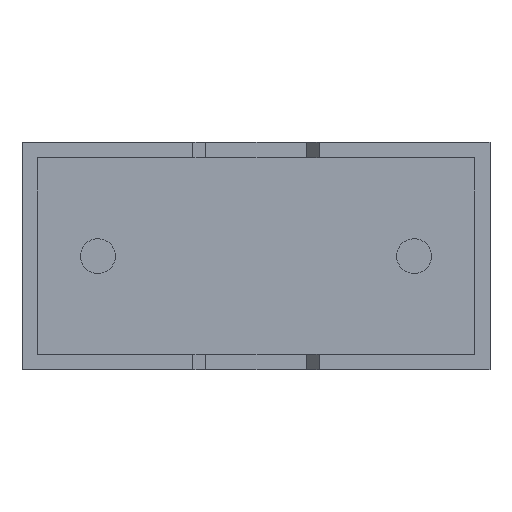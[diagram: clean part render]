
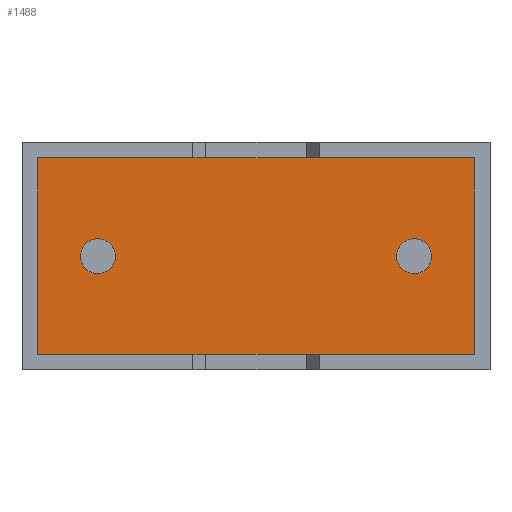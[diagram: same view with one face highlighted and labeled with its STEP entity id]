
A CAD part, front view. The second image highlights one B-rep face of the part: STEP entity #1488.
In plain terms, the highlighted planar face has unit normal (0, -1, 0).
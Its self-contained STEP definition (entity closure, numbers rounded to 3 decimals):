
#23 = CARTESIAN_POINT ( 'NONE',  ( 1.2, 0.75, 1.525 ) ) ;
#144 = DIRECTION ( 'NONE',  ( 0., -1., 0. ) ) ;
#159 = VERTEX_POINT ( 'NONE', #365 ) ;
#217 = VERTEX_POINT ( 'NONE', #3031 ) ;
#251 = LINE ( 'NONE', #580, #976 ) ;
#261 = DIRECTION ( 'NONE',  ( -1., 0., 0. ) ) ;
#281 = AXIS2_PLACEMENT_3D ( 'NONE', #1378, #1626, #1155 ) ;
#296 = CARTESIAN_POINT ( 'NONE',  ( 7.153, 0.75, 3.353 ) ) ;
#307 = EDGE_CURVE ( 'NONE', #159, #217, #1052, .T. ) ;
#365 = CARTESIAN_POINT ( 'NONE',  ( 6.2, 0.75, 2.075 ) ) ;
#441 = EDGE_LOOP ( 'NONE', ( #1410, #2469 ) ) ;
#569 = CARTESIAN_POINT ( 'NONE',  ( 0.247, 0.75, 3.353 ) ) ;
#580 = CARTESIAN_POINT ( 'NONE',  ( 0.247, 0.75, 3.353 ) ) ;
#590 = DIRECTION ( 'NONE',  ( 0., 0., -1. ) ) ;
#598 = VECTOR ( 'NONE', #2228, 1000. ) ;
#604 = DIRECTION ( 'NONE',  ( 0., 0., -1. ) ) ;
#656 = VERTEX_POINT ( 'NONE', #569 ) ;
#733 = VERTEX_POINT ( 'NONE', #1999 ) ;
#743 = EDGE_CURVE ( 'NONE', #656, #733, #251, .T. ) ;
#779 = PLANE ( 'NONE',  #281 ) ;
#788 = AXIS2_PLACEMENT_3D ( 'NONE', #2573, #897, #2806 ) ;
#805 = FACE_BOUND ( 'NONE', #2956, .T. ) ;
#828 = VECTOR ( 'NONE', #261, 1000. ) ;
#864 = EDGE_CURVE ( 'NONE', #733, #2598, #1815, .T. ) ;
#897 = DIRECTION ( 'NONE',  ( 0., -1., 0. ) ) ;
#900 = AXIS2_PLACEMENT_3D ( 'NONE', #2996, #2066, #2748 ) ;
#951 = DIRECTION ( 'NONE',  ( 1., 0., 0. ) ) ;
#967 = AXIS2_PLACEMENT_3D ( 'NONE', #2715, #1537, #590 ) ;
#976 = VECTOR ( 'NONE', #2204, 1000. ) ;
#1032 = VERTEX_POINT ( 'NONE', #296 ) ;
#1033 = CIRCLE ( 'NONE', #967, 0.275 ) ;
#1052 = CIRCLE ( 'NONE', #788, 0.275 ) ;
#1155 = DIRECTION ( 'NONE',  ( 0., 0., -1. ) ) ;
#1229 = EDGE_CURVE ( 'NONE', #1519, #2850, #1033, .T. ) ;
#1378 = CARTESIAN_POINT ( 'NONE',  ( 0., 0.75, 0. ) ) ;
#1410 = ORIENTED_EDGE ( 'NONE', *, *, #307, .F. ) ;
#1452 = CARTESIAN_POINT ( 'NONE',  ( 0.247, 0.75, 0.247 ) ) ;
#1488 = ADVANCED_FACE ( 'NONE', ( #2885, #2702, #805 ), #779, .T. ) ;
#1519 = VERTEX_POINT ( 'NONE', #2535 ) ;
#1537 = DIRECTION ( 'NONE',  ( 0., -1., 0. ) ) ;
#1561 = CARTESIAN_POINT ( 'NONE',  ( 1.2, 0.75, 1.8 ) ) ;
#1626 = DIRECTION ( 'NONE',  ( 0., -1., 0. ) ) ;
#1815 = LINE ( 'NONE', #1452, #3006 ) ;
#1837 = ORIENTED_EDGE ( 'NONE', *, *, #2193, .F. ) ;
#1855 = AXIS2_PLACEMENT_3D ( 'NONE', #1561, #144, #604 ) ;
#1961 = EDGE_CURVE ( 'NONE', #2598, #1032, #2081, .T. ) ;
#1990 = ORIENTED_EDGE ( 'NONE', *, *, #743, .T. ) ;
#1999 = CARTESIAN_POINT ( 'NONE',  ( 0.247, 0.75, 0.247 ) ) ;
#2066 = DIRECTION ( 'NONE',  ( 0., -1., 0. ) ) ;
#2077 = EDGE_CURVE ( 'NONE', #217, #159, #2972, .T. ) ;
#2081 = LINE ( 'NONE', #2189, #598 ) ;
#2136 = ORIENTED_EDGE ( 'NONE', *, *, #864, .T. ) ;
#2189 = CARTESIAN_POINT ( 'NONE',  ( 7.153, 0.75, 0.247 ) ) ;
#2193 = EDGE_CURVE ( 'NONE', #2850, #1519, #2551, .T. ) ;
#2204 = DIRECTION ( 'NONE',  ( 0., 0., -1. ) ) ;
#2228 = DIRECTION ( 'NONE',  ( 0., 0., 1. ) ) ;
#2256 = ORIENTED_EDGE ( 'NONE', *, *, #1229, .F. ) ;
#2408 = EDGE_LOOP ( 'NONE', ( #1990, #2136, #3017, #2813 ) ) ;
#2425 = CARTESIAN_POINT ( 'NONE',  ( 7.153, 0.75, 0.247 ) ) ;
#2469 = ORIENTED_EDGE ( 'NONE', *, *, #2077, .F. ) ;
#2535 = CARTESIAN_POINT ( 'NONE',  ( 1.2, 0.75, 2.075 ) ) ;
#2551 = CIRCLE ( 'NONE', #1855, 0.275 ) ;
#2573 = CARTESIAN_POINT ( 'NONE',  ( 6.2, 0.75, 1.8 ) ) ;
#2586 = CARTESIAN_POINT ( 'NONE',  ( 7.153, 0.75, 3.353 ) ) ;
#2598 = VERTEX_POINT ( 'NONE', #2425 ) ;
#2702 = FACE_OUTER_BOUND ( 'NONE', #2408, .T. ) ;
#2715 = CARTESIAN_POINT ( 'NONE',  ( 1.2, 0.75, 1.8 ) ) ;
#2748 = DIRECTION ( 'NONE',  ( 0., 0., -1. ) ) ;
#2755 = LINE ( 'NONE', #2586, #828 ) ;
#2806 = DIRECTION ( 'NONE',  ( 0., 0., -1. ) ) ;
#2813 = ORIENTED_EDGE ( 'NONE', *, *, #2823, .T. ) ;
#2823 = EDGE_CURVE ( 'NONE', #1032, #656, #2755, .T. ) ;
#2850 = VERTEX_POINT ( 'NONE', #23 ) ;
#2885 = FACE_BOUND ( 'NONE', #441, .T. ) ;
#2956 = EDGE_LOOP ( 'NONE', ( #2256, #1837 ) ) ;
#2972 = CIRCLE ( 'NONE', #900, 0.275 ) ;
#2996 = CARTESIAN_POINT ( 'NONE',  ( 6.2, 0.75, 1.8 ) ) ;
#3006 = VECTOR ( 'NONE', #951, 1000. ) ;
#3017 = ORIENTED_EDGE ( 'NONE', *, *, #1961, .T. ) ;
#3031 = CARTESIAN_POINT ( 'NONE',  ( 6.2, 0.75, 1.525 ) ) ;
